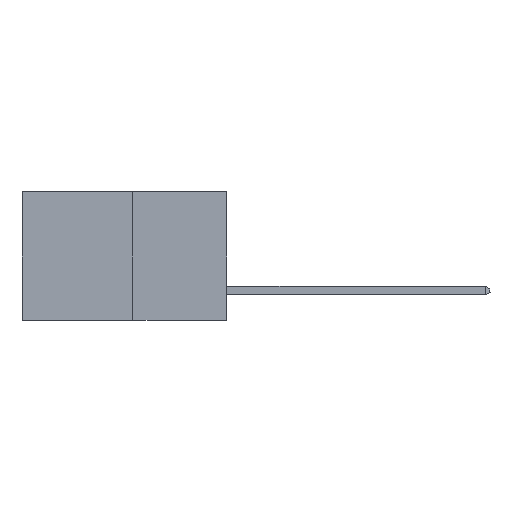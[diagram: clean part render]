
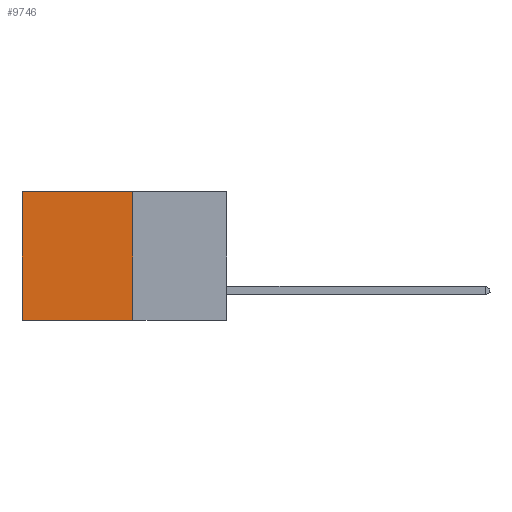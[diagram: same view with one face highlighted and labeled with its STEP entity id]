
A CAD part, left-side view. The second image highlights one B-rep face of the part: STEP entity #9746.
In plain terms, the highlighted planar face has unit normal (-1, 0, 0).
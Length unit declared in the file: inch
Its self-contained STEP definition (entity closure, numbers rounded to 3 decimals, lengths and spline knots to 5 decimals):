
#128 = PLANE ( 'NONE',  #10818 ) ;
#284 = EDGE_CURVE ( 'NONE', #11494, #1385, #8704, .T. ) ;
#1385 = VERTEX_POINT ( 'NONE', #9070 ) ;
#1656 = CARTESIAN_POINT ( 'NONE',  ( 0.277, 0.27, -0.37 ) ) ;
#1674 = DIRECTION ( 'NONE',  ( 0., 1., 0. ) ) ;
#2667 = DIRECTION ( 'NONE',  ( 0., 0., -1. ) ) ;
#2721 = CARTESIAN_POINT ( 'NONE',  ( 0.277, 0.59, -0.37 ) ) ;
#2994 = DIRECTION ( 'NONE',  ( 1., 0., 0. ) ) ;
#3840 = DIRECTION ( 'NONE',  ( 0., 1., 0. ) ) ;
#5410 = VECTOR ( 'NONE', #3840, 39.37008 ) ;
#5693 = VECTOR ( 'NONE', #2667, 39.37008 ) ;
#5852 = EDGE_LOOP ( 'NONE', ( #7463, #7859, #8248, #11614 ) ) ;
#7463 = ORIENTED_EDGE ( 'NONE', *, *, #284, .T. ) ;
#7859 = ORIENTED_EDGE ( 'NONE', *, *, #10231, .F. ) ;
#7938 = LINE ( 'NONE', #8125, #10906 ) ;
#8125 = CARTESIAN_POINT ( 'NONE',  ( 0.277, 0.27, 0. ) ) ;
#8248 = ORIENTED_EDGE ( 'NONE', *, *, #13448, .F. ) ;
#8387 = VERTEX_POINT ( 'NONE', #9377 ) ;
#8704 = LINE ( 'NONE', #2721, #5693 ) ;
#9070 = CARTESIAN_POINT ( 'NONE',  ( 0.277, 0.59, -0.37 ) ) ;
#9377 = CARTESIAN_POINT ( 'NONE',  ( 0.277, 0.27, 0. ) ) ;
#9746 = ADVANCED_FACE ( 'NONE', ( #12202 ), #128, .F. ) ;
#9879 = CARTESIAN_POINT ( 'NONE',  ( 0.277, 0.27, -0.37 ) ) ;
#10022 = VERTEX_POINT ( 'NONE', #9879 ) ;
#10231 = EDGE_CURVE ( 'NONE', #10022, #1385, #12974, .T. ) ;
#10348 = LINE ( 'NONE', #14465, #13701 ) ;
#10818 = AXIS2_PLACEMENT_3D ( 'NONE', #1656, #2994, #11921 ) ;
#10906 = VECTOR ( 'NONE', #1674, 39.37008 ) ;
#11482 = CARTESIAN_POINT ( 'NONE',  ( 0.277, 0.27, -0.37 ) ) ;
#11494 = VERTEX_POINT ( 'NONE', #14901 ) ;
#11614 = ORIENTED_EDGE ( 'NONE', *, *, #14649, .T. ) ;
#11921 = DIRECTION ( 'NONE',  ( 0., 0., -1. ) ) ;
#11930 = DIRECTION ( 'NONE',  ( 0., 0., -1. ) ) ;
#12202 = FACE_OUTER_BOUND ( 'NONE', #5852, .T. ) ;
#12974 = LINE ( 'NONE', #11482, #5410 ) ;
#13448 = EDGE_CURVE ( 'NONE', #8387, #10022, #10348, .T. ) ;
#13701 = VECTOR ( 'NONE', #11930, 39.37008 ) ;
#14465 = CARTESIAN_POINT ( 'NONE',  ( 0.277, 0.27, -0.37 ) ) ;
#14649 = EDGE_CURVE ( 'NONE', #8387, #11494, #7938, .T. ) ;
#14901 = CARTESIAN_POINT ( 'NONE',  ( 0.277, 0.59, 0. ) ) ;
